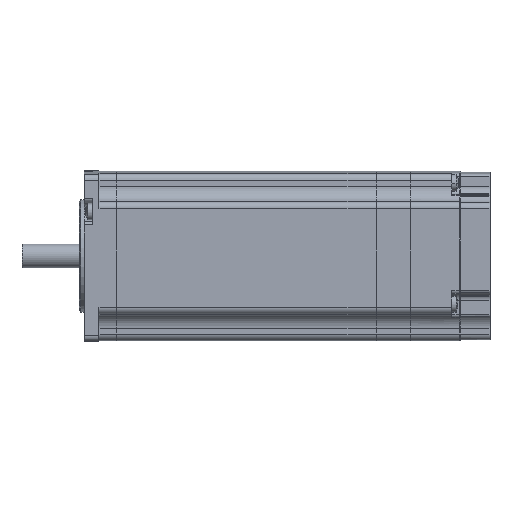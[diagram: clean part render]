
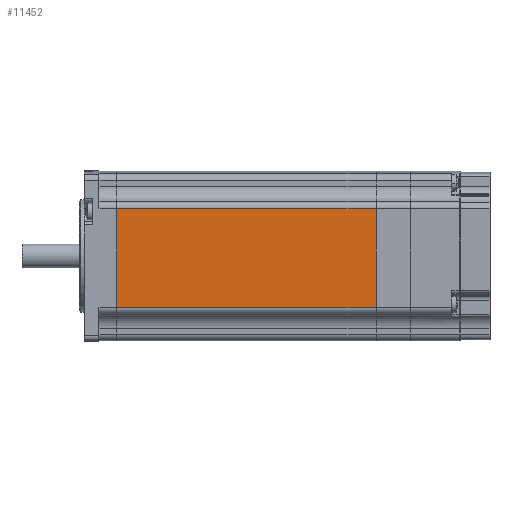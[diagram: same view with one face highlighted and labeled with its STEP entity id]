
A CAD part, top view. The second image highlights one B-rep face of the part: STEP entity #11452.
In plain terms, the highlighted face is planar.
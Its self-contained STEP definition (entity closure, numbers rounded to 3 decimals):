
#11394=CARTESIAN_POINT('',(-16.7,-28.2,-55.));
#11395=VERTEX_POINT('',#11394);
#11403=CARTESIAN_POINT('',(-16.7,-28.2,32.6));
#11404=VERTEX_POINT('',#11403);
#11405=CARTESIAN_POINT('',(-16.7,-28.2,-55.));
#11406=DIRECTION('',(0.,0.,1.));
#11407=VECTOR('',#11406,87.6);
#11408=LINE('',#11405,#11407);
#11409=EDGE_CURVE('',#11395,#11404,#11408,.T.);
#11422=CARTESIAN_POINT('',(-16.7,-28.2,0.));
#11423=DIRECTION('',(0.,1.,0.));
#11424=DIRECTION('',(0.,0.,1.));
#11425=AXIS2_PLACEMENT_3D('',#11422,#11423,#11424);
#11426=PLANE('',#11425);
#11427=ORIENTED_EDGE('',*,*,#11409,.F.);
#11428=CARTESIAN_POINT('',(16.7,-28.2,-55.));
#11429=VERTEX_POINT('',#11428);
#11430=CARTESIAN_POINT('',(16.7,-28.2,-55.));
#11431=DIRECTION('',(-1.,0.,0.));
#11432=VECTOR('',#11431,33.4);
#11433=LINE('',#11430,#11432);
#11434=EDGE_CURVE('',#11429,#11395,#11433,.T.);
#11435=ORIENTED_EDGE('',*,*,#11434,.F.);
#11436=CARTESIAN_POINT('',(16.7,-28.2,32.6));
#11437=VERTEX_POINT('',#11436);
#11438=CARTESIAN_POINT('',(16.7,-28.2,32.6));
#11439=DIRECTION('',(0.,-0.,-1.));
#11440=VECTOR('',#11439,87.6);
#11441=LINE('',#11438,#11440);
#11442=EDGE_CURVE('',#11437,#11429,#11441,.T.);
#11443=ORIENTED_EDGE('',*,*,#11442,.F.);
#11444=CARTESIAN_POINT('',(-16.7,-28.2,32.6));
#11445=DIRECTION('',(1.,0.,-0.));
#11446=VECTOR('',#11445,33.4);
#11447=LINE('',#11444,#11446);
#11448=EDGE_CURVE('',#11404,#11437,#11447,.T.);
#11449=ORIENTED_EDGE('',*,*,#11448,.F.);
#11450=EDGE_LOOP('',(#11427,#11435,#11443,#11449));
#11451=FACE_BOUND('',#11450,.T.);
#11452=ADVANCED_FACE('NONE',(#11451),#11426,.F.);
